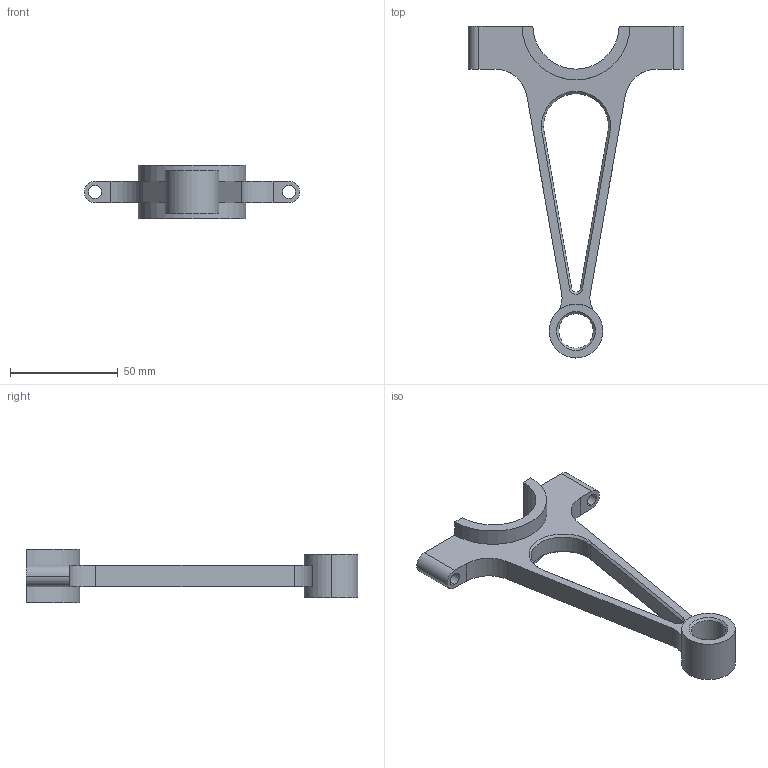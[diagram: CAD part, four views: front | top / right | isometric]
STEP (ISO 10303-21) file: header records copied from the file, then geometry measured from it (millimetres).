
FILE_DESCRIPTION (( 'STEP AP214' ), '1' );
FILE_NAME ('Cylindrical head fin.STEP', '2024-09-06T16:49:55', ( '' ), ( '' ), 'SwSTEP 2.0', 'SolidWorks 2022', '' );
FILE_SCHEMA (( 'AUTOMOTIVE_DESIGN' ));
Length unit declared in the file: millimetre
Products named in the file (1): Cylindrical head fin
Bounding box: 100 x 153.97 x 25 mm (x, y, z)
Volume: 40727.9 mm3; surface area: 18051 mm2
Topology: 1 solids, 1 shells, 54 faces, 137 edges, 86 vertices
Faces by surface type: cylinder 24, plane 18, cone 12
Entity records: 1685 total; most frequent: DIRECTION 309, CARTESIAN_POINT 278, ORIENTED_EDGE 274, EDGE_CURVE 137, AXIS2_PLACEMENT_3D 117, VERTEX_POINT 86, LINE 75, VECTOR 75
